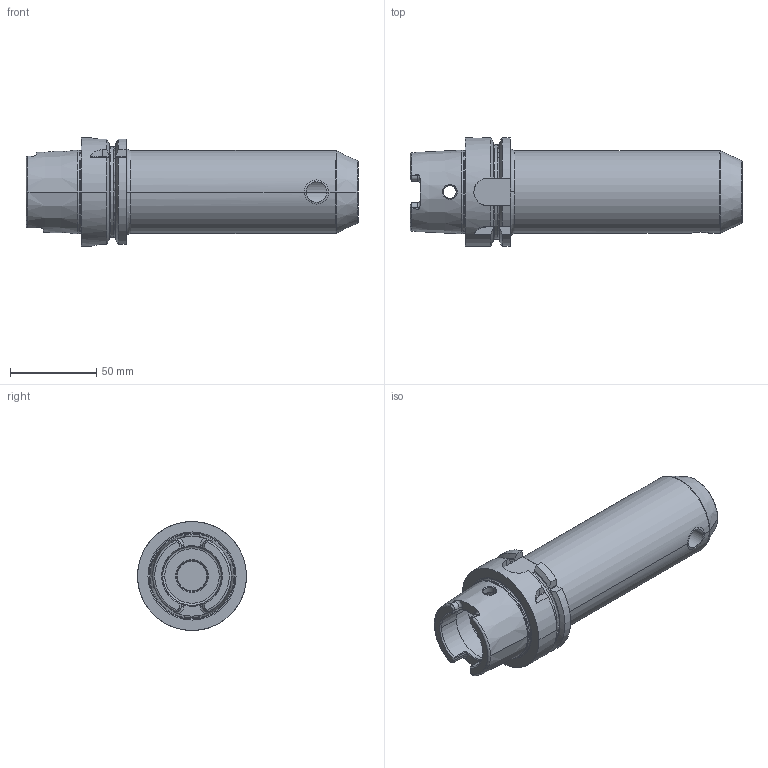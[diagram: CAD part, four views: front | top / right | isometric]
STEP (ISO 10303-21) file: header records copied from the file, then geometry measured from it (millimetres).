
FILE_DESCRIPTION((''),'2;1');
FILE_NAME('A63-002-16','2011-09-13T',('mei'),(''),'PRO/ENGINEER BY PARAMETRIC TECHNOLOGY CORPORATION, 2010430','PRO/ENGINEER BY PARAMETRIC TECHNOLOGY CORPORATION, 2010430','');
FILE_SCHEMA(('CONFIG_CONTROL_DESIGN'));
Length unit declared in the file: millimetre
Products named in the file (1): A63-002-16
Bounding box: 192 x 63 x 63 mm (x, y, z)
Volume: 306542.1 mm3; surface area: 45572.4 mm2
Topology: 1 solids, 3 shells, 180 faces, 463 edges, 284 vertices
Faces by surface type: plane 58, cylinder 52, cone 30, torus 30, bspline 8, extrusion 2
Entity records: 6893 total; most frequent: CARTESIAN_POINT 2617, ORIENTED_EDGE 918, DIRECTION 848, EDGE_CURVE 463, AXIS2_PLACEMENT_3D 333, VERTEX_POINT 284, EDGE_LOOP 185, VECTOR 182
